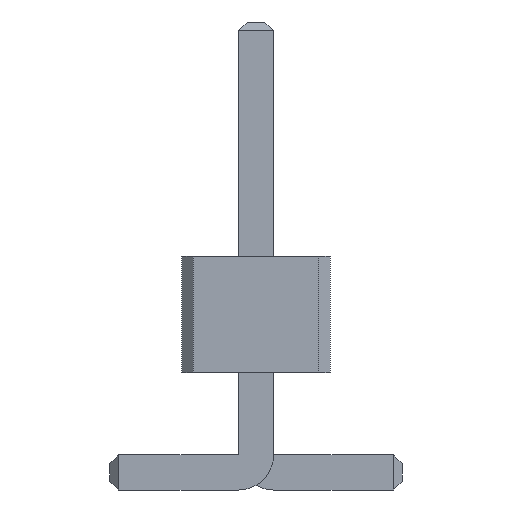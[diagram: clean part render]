
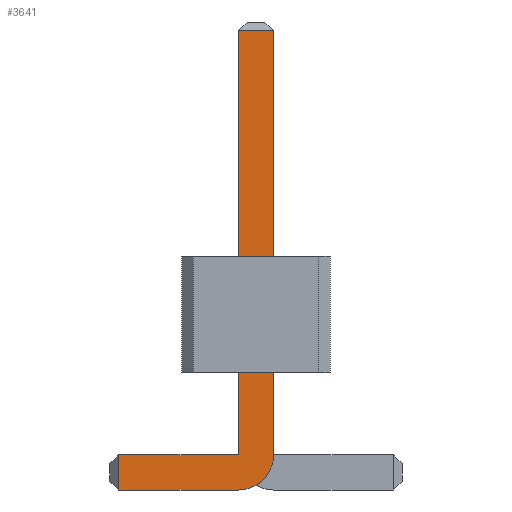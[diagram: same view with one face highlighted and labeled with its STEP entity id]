
A CAD part, front view. The second image highlights one B-rep face of the part: STEP entity #3641.
In plain terms, the highlighted planar face has unit normal (0, -1, 0).
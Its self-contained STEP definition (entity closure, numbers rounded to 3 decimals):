
#56=DIRECTION('',(0.,-1.,0.));
#67=DIRECTION('',(1.,0.,0.));
#782=VECTOR('',#67,1.);
#835=DIRECTION('',(-1.,0.,0.));
#1547=VECTOR('',#835,1.);
#1679=DIRECTION('',(0.,0.,-1.));
#1698=VECTOR('',#1679,1.);
#3471=VECTOR('',#3472,1.);
#3472=DIRECTION('',(0.,0.,1.));
#3494=DIRECTION('',(0.,-1.,0.));
#3495=DIRECTION('',(-1.,0.,0.));
#3502=VERTEX_POINT('',#3503);
#3503=CARTESIAN_POINT('',(-1.175,-6.15,0.));
#3506=ORIENTED_EDGE('',*,*,#3507,.T.);
#3507=EDGE_CURVE('',#3502,#3508,#3510,.T.);
#3508=VERTEX_POINT('',#3509);
#3509=CARTESIAN_POINT('',(-0.15,-6.15,0.));
#3510=LINE('',#3511,#782);
#3511=CARTESIAN_POINT('',(-1.25,-6.15,0.));
#3543=VERTEX_POINT('',#3544);
#3544=CARTESIAN_POINT('',(0.15,-6.15,0.3));
#3547=EDGE_CURVE('',#3508,#3543,#3548,.T.);
#3548=CIRCLE('',#3549,0.3);
#3549=AXIS2_PLACEMENT_3D('',#3550,#56,#1679);
#3550=CARTESIAN_POINT('',(-0.15,-6.15,0.3));
#3558=VERTEX_POINT('',#3550);
#3560=ORIENTED_EDGE('',*,*,#3561,.T.);
#3561=EDGE_CURVE('',#3558,#3562,#3564,.T.);
#3562=VERTEX_POINT('',#3563);
#3563=CARTESIAN_POINT('',(-1.175,-6.15,0.3));
#3564=LINE('',#3550,#1547);
#3574=ORIENTED_EDGE('',*,*,#3575,.T.);
#3575=EDGE_CURVE('',#3543,#3576,#3578,.T.);
#3576=VERTEX_POINT('',#3577);
#3577=CARTESIAN_POINT('',(0.15,-6.15,3.925));
#3578=LINE('',#3579,#3471);
#3579=CARTESIAN_POINT('',(0.15,-6.15,0.));
#3592=VERTEX_POINT('',#3593);
#3593=CARTESIAN_POINT('',(-0.15,-6.15,3.925));
#3595=ORIENTED_EDGE('',*,*,#3596,.T.);
#3596=EDGE_CURVE('',#3592,#3558,#3597,.T.);
#3597=LINE('',#3598,#1698);
#3598=CARTESIAN_POINT('',(-0.15,-6.15,4.));
#3641=ADVANCED_FACE('',(#3642),#3651,.T.);
#3642=FACE_BOUND('',#3643,.T.);
#3643=EDGE_LOOP('',(#3506,#3644,#3574,#3645,#3595,#3560,#3648));
#3644=ORIENTED_EDGE('',*,*,#3547,.T.);
#3645=ORIENTED_EDGE('',*,*,#3646,.T.);
#3646=EDGE_CURVE('',#3576,#3592,#3647,.T.);
#3647=LINE('',#3577,#1547);
#3648=ORIENTED_EDGE('',*,*,#3649,.T.);
#3649=EDGE_CURVE('',#3562,#3502,#3650,.T.);
#3650=LINE('',#3563,#1698);
#3651=PLANE('',#3652);
#3652=AXIS2_PLACEMENT_3D('',#3653,#3494,#3495);
#3653=CARTESIAN_POINT('',(-0.173,-6.15,1.623));
